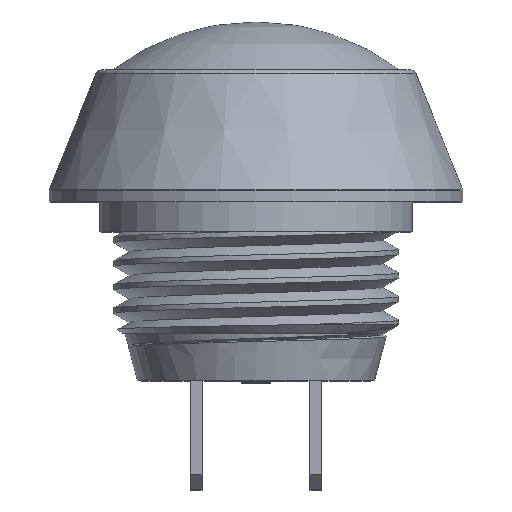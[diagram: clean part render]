
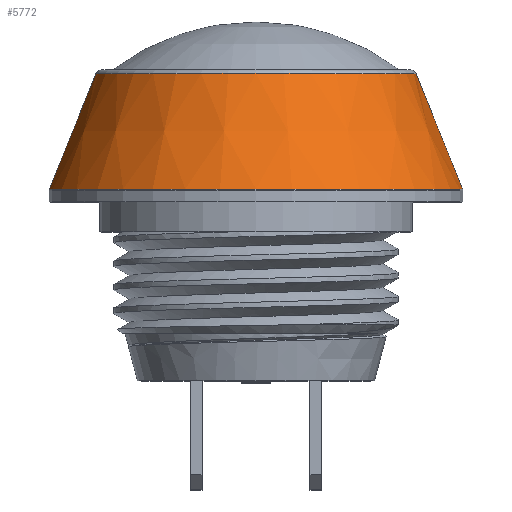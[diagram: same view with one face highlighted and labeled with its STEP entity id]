
A CAD part, top view. The second image highlights one B-rep face of the part: STEP entity #5772.
In plain terms, the highlighted conical face has half-angle 22 degrees and reference radius 7.764 mm.
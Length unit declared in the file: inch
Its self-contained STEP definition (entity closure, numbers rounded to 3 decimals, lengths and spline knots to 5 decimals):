
#1175=CARTESIAN_POINT('',(0.,0.20175,0.));
#1176=DIRECTION('',(0.,1.,0.));
#1177=DIRECTION('',(-1.,0.,0.));
#1178=AXIS2_PLACEMENT_3D('',#1175,#1176,#1177);
#1180=CARTESIAN_POINT('',(0.,0.0089,0.));
#1181=DIRECTION('',(0.,-1.,0.));
#1182=DIRECTION('',(1.,0.,0.));
#1183=AXIS2_PLACEMENT_3D('',#1180,#1181,#1182);
#1220=DIRECTION('',(0.375,0.927,0.));
#1221=VECTOR('',#1220,0.20799);
#1222=CARTESIAN_POINT('',(-0.34464,0.0089,
0.));
#1223=LINE('',#1222,#1221);
#1229=DIRECTION('',(-0.375,0.927,0.));
#1230=VECTOR('',#1229,0.20799);
#1231=CARTESIAN_POINT('',(0.34464,0.0089,
0.));
#1232=LINE('',#1231,#1230);
#3525=CARTESIAN_POINT('',(-0.26672,0.20175,0.));
#3526=CARTESIAN_POINT('',(0.26672,0.20175,0.));
#3527=VERTEX_POINT('',#3525);
#3528=VERTEX_POINT('',#3526);
#3541=CARTESIAN_POINT('',(0.34464,0.0089,0.));
#3542=CARTESIAN_POINT('',(-0.34464,0.0089,0.));
#3543=VERTEX_POINT('',#3541);
#3544=VERTEX_POINT('',#3542);
#5758=CARTESIAN_POINT('',(0.,0.10532,0.));
#5759=DIRECTION('',(0.,-1.,0.));
#5760=DIRECTION('',(-1.,0.,0.));
#5761=AXIS2_PLACEMENT_3D('',#5758,#5759,#5760);
#5762=CONICAL_SURFACE('',#5761,0.30568,22.);
#5764=ORIENTED_EDGE('',*,*,#5763,.T.);
#5766=ORIENTED_EDGE('',*,*,#5765,.F.);
#5767=ORIENTED_EDGE('',*,*,#5726,.T.);
#5769=ORIENTED_EDGE('',*,*,#5768,.T.);
#5770=EDGE_LOOP('',(#5764,#5766,#5767,#5769));
#5771=FACE_OUTER_BOUND('',#5770,.F.);
#5772=ADVANCED_FACE('',(#5771),#5762,.T.);
#1179=CIRCLE('',#1178,0.26672);
#1184=CIRCLE('',#1183,0.34464);
#5726=EDGE_CURVE('',#3543,#3544,#1184,.T.);
#5763=EDGE_CURVE('',#3527,#3528,#1179,.T.);
#5765=EDGE_CURVE('',#3543,#3528,#1232,.T.);
#5768=EDGE_CURVE('',#3544,#3527,#1223,.T.);
